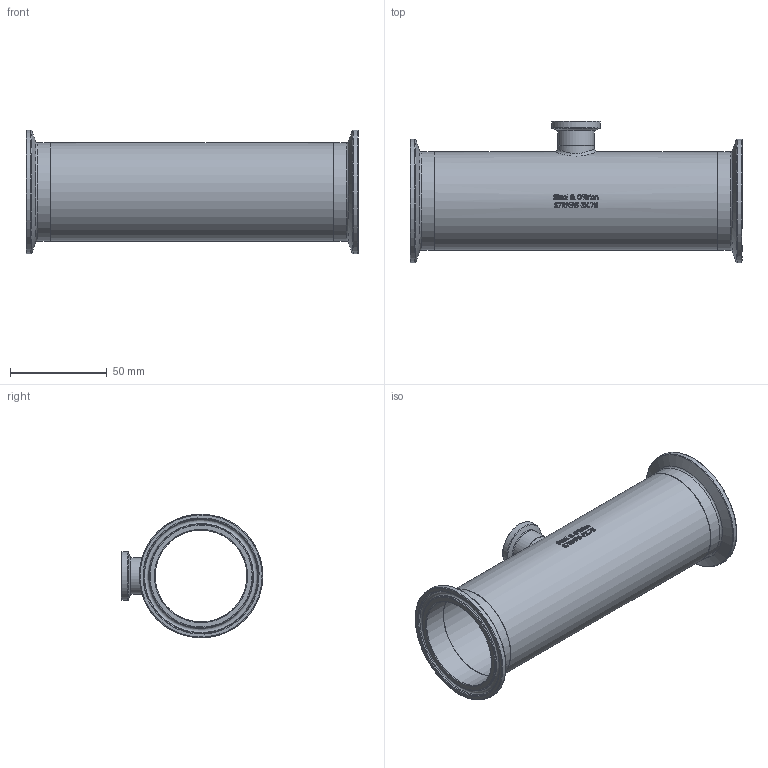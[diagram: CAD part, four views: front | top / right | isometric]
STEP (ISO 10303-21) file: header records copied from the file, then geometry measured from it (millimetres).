
FILE_DESCRIPTION(/* description */ (''),/* implementation_level */ '2;1');
FILE_NAME(/* name */ 'S7RMPS-2X.75.stp',/* time_stamp */ '2018-11-30T08:57:17-05:00',/* author */ ('ken'),/* organization */ (''),/* preprocessor_version */ 'ST-DEVELOPER v15.2',/* originating_system */ 'Autodesk Inventor 2014',/* authorisation */ '');
FILE_SCHEMA (('AUTOMOTIVE_DESIGN { 1 0 10303 214 3 1 1 }'));
Length unit declared in the file: inch
Products named in the file (1): S7RMPS-2X.75
Bounding box: 171.45 x 73.21 x 63.87 mm (x, y, z)
Volume: 53688.8 mm3; surface area: 60346.5 mm2
Topology: 1 solids, 1 shells, 452 faces, 1183 edges, 778 vertices
Faces by surface type: bspline 191, plane 179, cylinder 50, torus 24, cone 8
Full cylindrical faces by diameter (mm): 15.748 x2, 19.05 x2, 21.895 x1, 24.994 x1, 47.498 x3, 50.8 x3, 63.906 x2
Entity records: 17380 total; most frequent: CARTESIAN_POINT 7449, ORIENTED_EDGE 2264, DIRECTION 1507, EDGE_CURVE 1132, VERTEX_POINT 774, EDGE_LOOP 548, LINE 515, VECTOR 515
